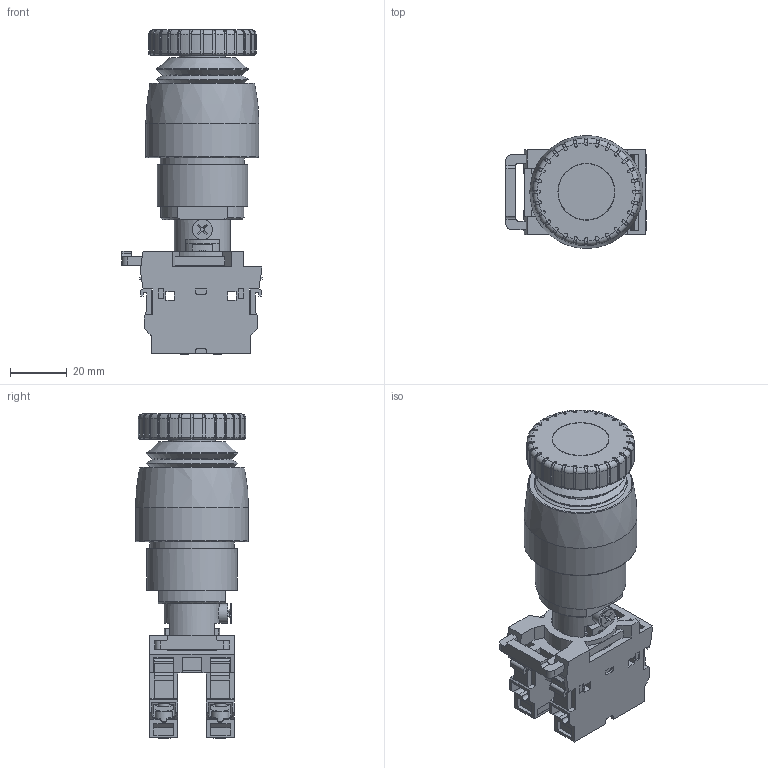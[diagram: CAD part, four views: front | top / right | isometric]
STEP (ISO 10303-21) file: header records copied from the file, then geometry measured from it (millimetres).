
FILE_DESCRIPTION(/* description */ (''),/* implementation_level */ '2;1');
FILE_NAME(/* name */ 'КГВ07К02_M1.stp',/* time_stamp */ '2019-05-23T12:40:59+03:00',/* author */ ('L.A.Ronzhin'),/* organization */ (''),/* preprocessor_version */ 'ST-DEVELOPER v17',/* originating_system */ 'Autodesk Inventor 2018',/* authorisation */ '');
FILE_SCHEMA (('AUTOMOTIVE_DESIGN { 1 0 10303 214 3 1 1 }'));
Length unit declared in the file: millimetre
Products named in the file (1): КГВ07К02_M1
Bounding box: 49.65 x 40 x 114.85 mm (x, y, z)
Volume: 87293.5 mm3; surface area: 36656.7 mm2
Topology: 1 solids, 1 shells, 1189 faces, 3497 edges, 2312 vertices
Faces by surface type: plane 840, cylinder 221, torus 58, cone 42, bspline 28
Full cylindrical faces by diameter (mm): 4 x5, 4.15 x1, 6.2 x4, 6.5 x4, 7 x2, 7.4 x1, 14.3 x1, 15.45 x1, 16.3 x1, 19.8 x1, 20.15 x1, 21.7 x1, 27.962 x1, 28 x1, 28.5 x1, 29.75 x1, 32 x1, 32.3 x2, 32.999 x1, 33 x1, 33.4 x1, 36.4 x1, 40 x1
Entity records: 42241 total; most frequent: CARTESIAN_POINT 8971, ORIENTED_EDGE 6994, DIRECTION 6430, EDGE_CURVE 3497, LINE 2420, VECTOR 2420, VERTEX_POINT 2312, AXIS2_PLACEMENT_3D 2005
